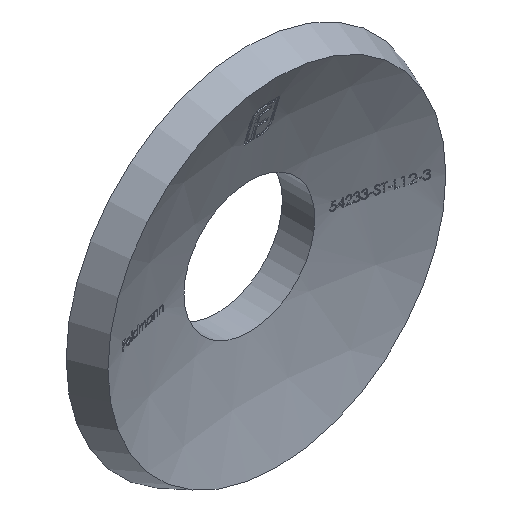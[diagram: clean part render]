
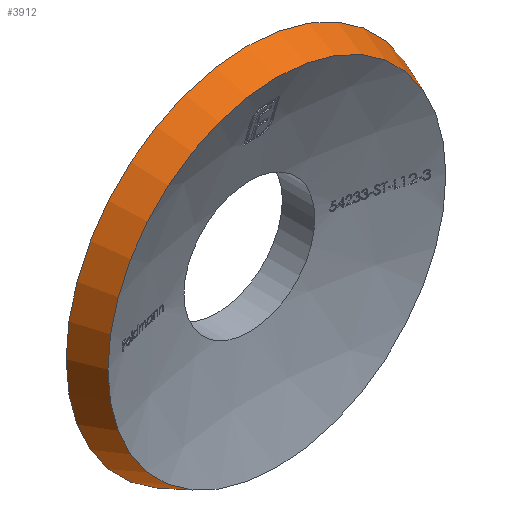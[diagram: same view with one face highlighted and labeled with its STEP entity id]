
A CAD part, isometric view. The second image highlights one B-rep face of the part: STEP entity #3912.
In plain terms, the highlighted conical face has half-angle 21.573 degrees and reference radius 15.747 mm.
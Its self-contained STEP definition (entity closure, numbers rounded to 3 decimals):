
#92 = CIRCLE ( 'NONE', #111, 15.747 ) ;
#111 = AXIS2_PLACEMENT_3D ( 'NONE', #4643, #12900, #14125 ) ;
#274 = ORIENTED_EDGE ( 'NONE', *, *, #1488, .F. ) ;
#279 = DIRECTION ( 'NONE',  ( 1., 0., 0. ) ) ;
#712 = CARTESIAN_POINT ( 'NONE',  ( 16.85, 2.79, 0. ) ) ;
#931 = EDGE_CURVE ( 'NONE', #13233, #13233, #1956, .T. ) ;
#944 = AXIS2_PLACEMENT_3D ( 'NONE', #14391, #15047, #10230 ) ;
#1488 = EDGE_CURVE ( 'NONE', #5737, #5737, #92, .T. ) ;
#1678 = CARTESIAN_POINT ( 'NONE',  ( 15.747, 0., 0. ) ) ;
#1956 = CIRCLE ( 'NONE', #4584, 16.85 ) ;
#2097 = CONICAL_SURFACE ( 'NONE', #944, 15.747, 0.377 ) ;
#3912 = ADVANCED_FACE ( 'NONE', ( #8067, #4500 ), #2097, .T. ) ;
#4500 = FACE_BOUND ( 'NONE', #7944, .T. ) ;
#4584 = AXIS2_PLACEMENT_3D ( 'NONE', #13194, #6007, #279 ) ;
#4643 = CARTESIAN_POINT ( 'NONE',  ( 0., 0., 0. ) ) ;
#5737 = VERTEX_POINT ( 'NONE', #1678 ) ;
#6007 = DIRECTION ( 'NONE',  ( 0., -1., 0. ) ) ;
#6026 = EDGE_LOOP ( 'NONE', ( #6212 ) ) ;
#6212 = ORIENTED_EDGE ( 'NONE', *, *, #931, .T. ) ;
#7944 = EDGE_LOOP ( 'NONE', ( #274 ) ) ;
#8067 = FACE_OUTER_BOUND ( 'NONE', #6026, .T. ) ;
#10230 = DIRECTION ( 'NONE',  ( -1., 0., 0. ) ) ;
#12900 = DIRECTION ( 'NONE',  ( 0., -1., 0. ) ) ;
#13194 = CARTESIAN_POINT ( 'NONE',  ( 0., 2.79, 0. ) ) ;
#13233 = VERTEX_POINT ( 'NONE', #712 ) ;
#14125 = DIRECTION ( 'NONE',  ( 1., 0., 0. ) ) ;
#14391 = CARTESIAN_POINT ( 'NONE',  ( 0., 0., 0. ) ) ;
#15047 = DIRECTION ( 'NONE',  ( 0., 1., 0. ) ) ;
